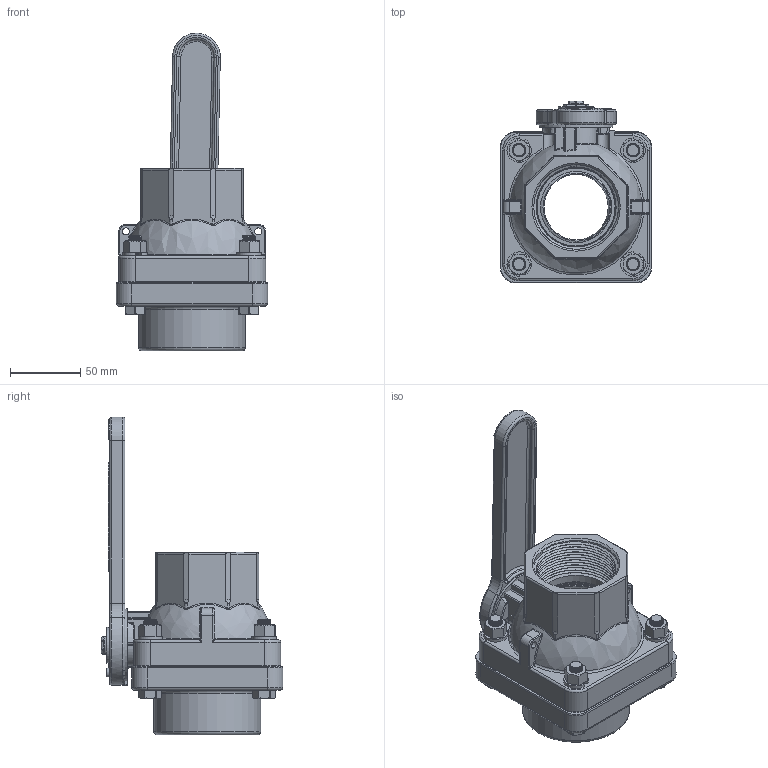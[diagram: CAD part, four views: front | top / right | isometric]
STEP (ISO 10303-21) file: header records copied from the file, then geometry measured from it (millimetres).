
FILE_DESCRIPTION(/* description */ ('2" x 2" FEMALE NPT THREAD'),/* implementation_level */ '2;1');
FILE_NAME(/* name */ 'VS204FP.stp',/* time_stamp */ '2022-09-15T11:35:30-04:00',/* author */ ('MEG'),/* organization */ (''),/* preprocessor_version */ 'ST-DEVELOPER v18.1',/* originating_system */ 'Autodesk Inventor 2022',/* authorisation */ '');
FILE_SCHEMA (('AUTOMOTIVE_DESIGN { 1 0 10303 214 3 1 1 }'));
Products named in the file (22): VS204FP; VFT25254; VFT25254Y; VFT25254X; V20010SS; V20018; V20019; V20020; V20021; A93M250V; VS20151; V20151; VS25153; VS25255; VS25255M; VS25255X; VS25258AR1; VS25356; VS25356X; V20060; V20163; SB075100188T
Assembly tree (31 placements, depth 4):
  VS204FP
    VFT25254
      VFT25254Y
        VFT25254X
    V20010SS  x4
    V20018  x4
    V20019  x4
    V20020
    V20021
    A93M250V
    VS20151
      V20151
    VS25153
    VS25255
      VS25255M
        VS25255X
    VS25258AR1  x2
    VS25356
      VS25356X
    V20060
    V20163
    SB075100188T
Bounding box: 107.95 x 129.77 x 226.66 mm (x, y, z)
Volume: 651939.4 mm3; surface area: 190757 mm2
Topology: 26 solids, 26 shells, 1971 faces, 4620 edges, 2767 vertices
Faces by surface type: plane 619, cylinder 592, cone 487, bspline 161, torus 105, sphere 7
Full cylindrical faces by diameter (mm): 2.997 x1, 4.978 x1, 5.08 x2, 6.35 x1, 7.144 x1, 8.915 x4, 9.525 x4, 11.125 x4, 11.176 x4, 18.923 x1, 19.05 x2, 19.304 x1, 23.063 x1, 23.812 x1, 24.13 x1, 25.349 x1, 25.4 x1, 25.527 x1, 46.99 x1, 50.8 x2, 51.435 x2, 54.102 x2, 61.265 x2, 61.366 x2, 76.2 x1, 92.075 x1, 97.79 x1, 98.476 x1
Entity records: 48717 total; most frequent: CARTESIAN_POINT 18253, ORIENTED_EDGE 6322, DIRECTION 5832, EDGE_CURVE 3161, AXIS2_PLACEMENT_3D 2012, VERTEX_POINT 1978, LINE 1808, VECTOR 1808
